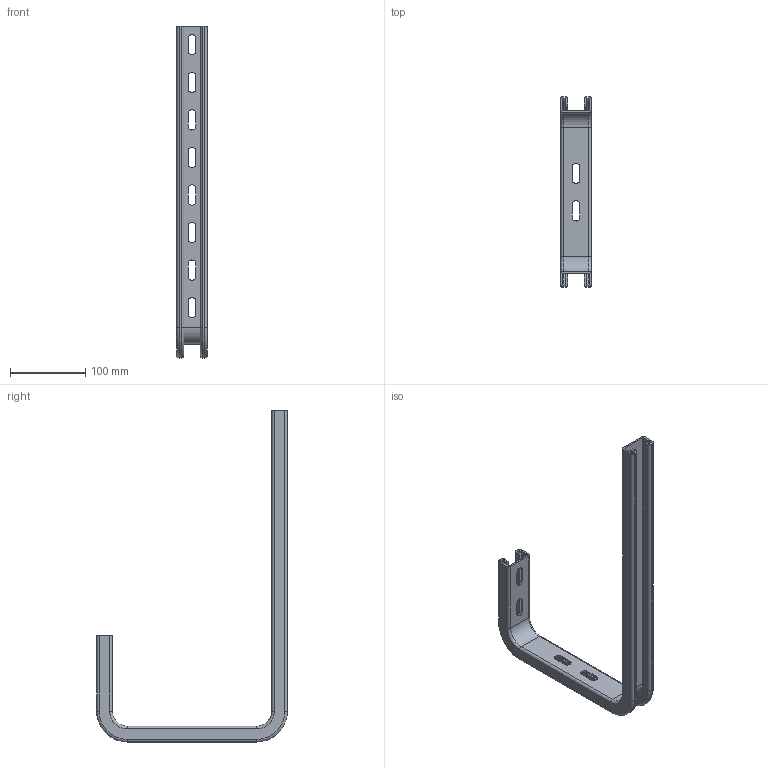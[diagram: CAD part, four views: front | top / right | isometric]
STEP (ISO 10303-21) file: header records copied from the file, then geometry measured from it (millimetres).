
FILE_DESCRIPTION (( 'STEP AP203' ), '1' );
FILE_NAME ('Êîíñîëü ïîòîëî÷íàÿ BBA-30_BBA3040.STEP', '2012-11-19T06:36:31', ( 'Àñååâ' ), ( '' ), 'SwSTEP 2.0', 'SolidWorks 2012', '' );
FILE_SCHEMA (( 'CONFIG_CONTROL_DESIGN' ));
Length unit declared in the file: millimetre
Products named in the file (1): Êîíñîëü ïîòîëî÷íàÿ BBA-30_BBA3040
Bounding box: 41 x 254 x 442 mm (x, y, z)
Volume: 185732.3 mm3; surface area: 154941.5 mm2
Topology: 1 solids, 1 shells, 158 faces, 420 edges, 264 vertices
Faces by surface type: cylinder 76, plane 58, torus 24
Entity records: 5041 total; most frequent: DIRECTION 914, CARTESIAN_POINT 843, ORIENTED_EDGE 840, EDGE_CURVE 420, AXIS2_PLACEMENT_3D 335, VERTEX_POINT 264, LINE 244, VECTOR 244
